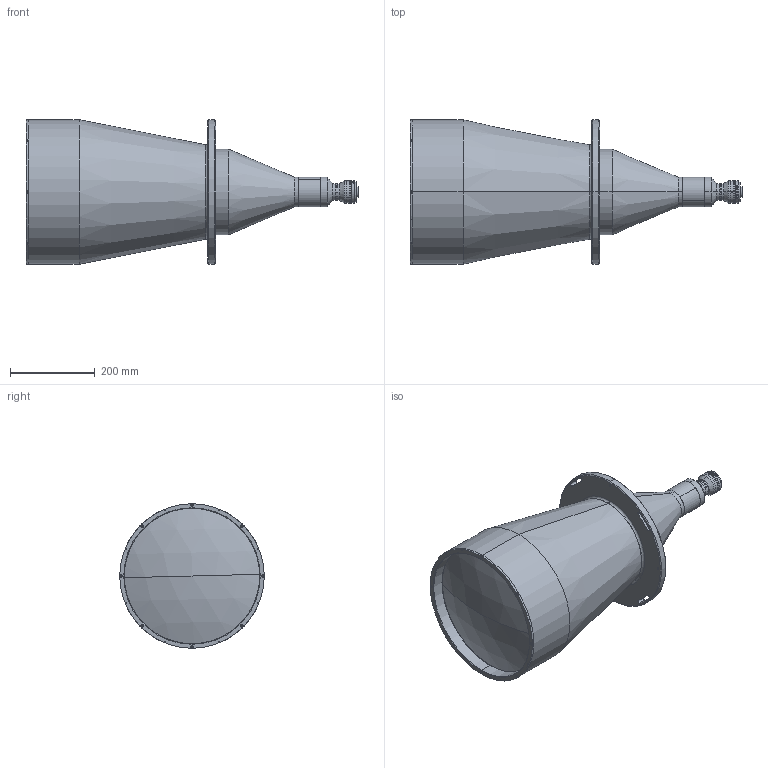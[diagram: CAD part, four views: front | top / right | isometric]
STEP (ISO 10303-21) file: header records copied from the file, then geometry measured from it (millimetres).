
FILE_DESCRIPTION (( 'STEP AP203' ), '1' );
FILE_NAME ('XF-PTL31016-C.STEP', '2019-07-20T06:32:47', ( 'puyufan' ), ( '' ), 'SwSTEP 2.0', 'SolidWorks 2014', '' );
FILE_SCHEMA (( 'CONFIG_CONTROL_DESIGN' ));
Length unit declared in the file: millimetre
Products named in the file (1): XF-PTL31016-C
Bounding box: 781.38 x 340 x 340 mm (x, y, z)
Surface area: 826961.5 mm2 (no closed solid volume)
Topology: 0 solids, 48 shells, 266 faces, 1241 edges, 1002 vertices
Faces by surface type: cylinder 144, plane 62, cone 30, torus 26, sphere 4
Entity records: 16409 total; most frequent: CARTESIAN_POINT 6272, DIRECTION 2179, ORIENTED_EDGE 1726, EDGE_CURVE 1237, VERTEX_POINT 1002, AXIS2_PLACEMENT_3D 855, CIRCLE 588, VECTOR 469
